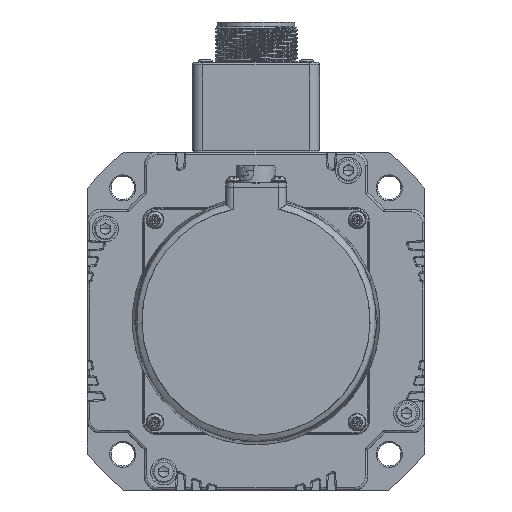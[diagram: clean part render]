
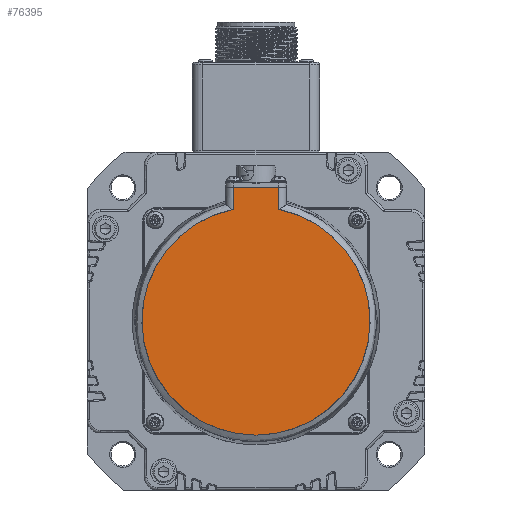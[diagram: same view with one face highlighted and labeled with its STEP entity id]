
A CAD part, front view. The second image highlights one B-rep face of the part: STEP entity #76395.
In plain terms, the highlighted planar face has unit normal (0, -1, 0).
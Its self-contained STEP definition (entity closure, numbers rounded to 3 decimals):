
#70781=CARTESIAN_POINT('',(-8.67,-74.,-21.97));
#70782=VERTEX_POINT('',#70781);
#70790=CARTESIAN_POINT('',(-8.67,-74.,-13.5));
#70791=VERTEX_POINT('',#70790);
#70792=CARTESIAN_POINT('',(-8.67,-74.,-21.97));
#70793=DIRECTION('',(0.,0.,1.));
#70794=VECTOR('',#70793,8.47);
#70795=LINE('',#70792,#70794);
#70796=EDGE_CURVE('',#70782,#70791,#70795,.T.);
#71026=CARTESIAN_POINT('',(8.67,-74.,-13.5));
#71027=VERTEX_POINT('',#71026);
#71035=CARTESIAN_POINT('',(8.67,-74.,-21.97));
#71036=VERTEX_POINT('',#71035);
#71037=CARTESIAN_POINT('',(8.67,-74.,-13.5));
#71038=DIRECTION('',(0.,0.,-1.));
#71039=VECTOR('',#71038,8.47);
#71040=LINE('',#71037,#71039);
#71041=EDGE_CURVE('',#71027,#71036,#71040,.T.);
#76366=CARTESIAN_POINT('',(0.,-74.,-65.));
#76367=DIRECTION('',(0.198,0.,0.98));
#76368=DIRECTION('',(0.,1.,0.));
#76369=AXIS2_PLACEMENT_3D('',#76366,#76368,#76367);
#76370=CIRCLE('',#76369,43.895);
#76371=EDGE_CURVE('',#71036,#70782,#76370,.T.);
#76379=CARTESIAN_POINT('',(0.,-74.,-61.483));
#76380=DIRECTION('',(0.,0.,-1.));
#76381=DIRECTION('',(0.,-1.,0.));
#76382=AXIS2_PLACEMENT_3D('',#76379,#76381,#76380);
#76383=PLANE('',#76382);
#76384=ORIENTED_EDGE('',*,*,#76371,.F.);
#76385=ORIENTED_EDGE('',*,*,#71041,.F.);
#76386=CARTESIAN_POINT('',(8.67,-74.,-13.5));
#76387=DIRECTION('',(-1.,0.,0.));
#76388=VECTOR('',#76387,17.34);
#76389=LINE('',#76386,#76388);
#76390=EDGE_CURVE('',#71027,#70791,#76389,.T.);
#76391=ORIENTED_EDGE('',*,*,#76390,.T.);
#76392=ORIENTED_EDGE('',*,*,#70796,.F.);
#76393=EDGE_LOOP('',(#76384,#76385,#76391,#76392));
#76394=FACE_OUTER_BOUND('',#76393,.T.);
#76395=ADVANCED_FACE('',(#76394),#76383,.T.);
